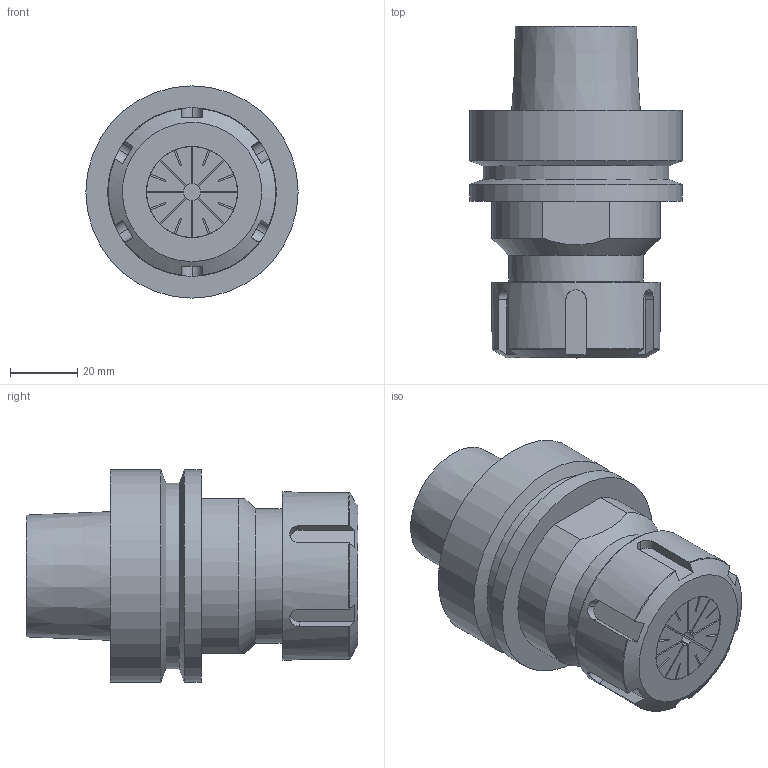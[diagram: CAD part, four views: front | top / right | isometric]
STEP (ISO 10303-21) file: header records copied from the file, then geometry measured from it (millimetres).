
FILE_DESCRIPTION (( 'STEP AP214' ), '1' );
FILE_NAME ('HSK F63.STEP', '2021-02-04T07:20:07', ( '' ), ( '' ), 'SwSTEP 2.0', 'SolidWorks 2020', '' );
FILE_SCHEMA (( 'AUTOMOTIVE_DESIGN' ));
Length unit declared in the file: millimetre
Products named in the file (1): HSK F63
Bounding box: 63 x 98.5 x 63 mm (x, y, z)
Volume: 162126.9 mm3; surface area: 32712 mm2
Topology: 1 solids, 1 shells, 146 faces, 387 edges, 250 vertices
Faces by surface type: plane 93, cylinder 39, torus 9, cone 5
Full cylindrical faces by diameter (mm): 26 x2, 27 x1, 32 x1, 40 x1, 50 x1, 55 x1, 63 x2
Entity records: 5139 total; most frequent: CARTESIAN_POINT 1109, ORIENTED_EDGE 732, DIRECTION 730, EDGE_CURVE 366, AXIS2_PLACEMENT_3D 261, VERTEX_POINT 246, LINE 208, VECTOR 208
